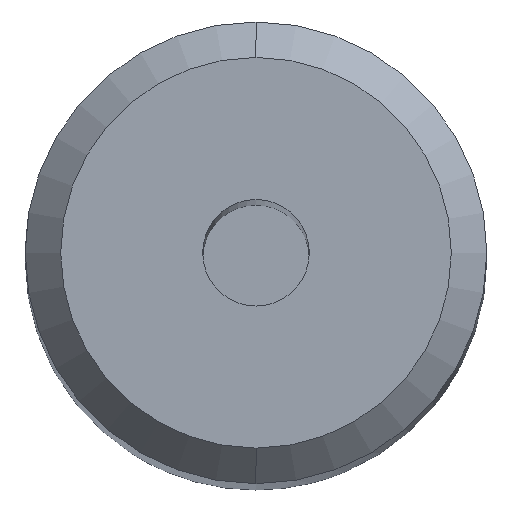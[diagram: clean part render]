
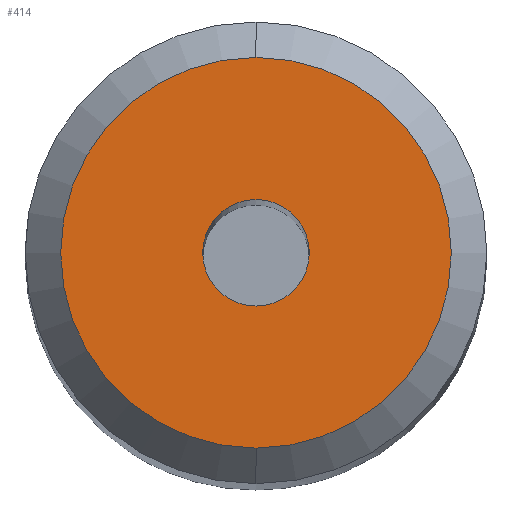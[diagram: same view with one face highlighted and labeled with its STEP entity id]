
A CAD part, top view. The second image highlights one B-rep face of the part: STEP entity #414.
In plain terms, the highlighted planar face has unit normal (0, 0, 1).
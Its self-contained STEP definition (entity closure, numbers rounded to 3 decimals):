
#250=VERTEX_POINT('NONE',#678);
#344=EDGE_CURVE('NONE',#540,#372,#778,.T.);
#354=EDGE_CURVE('NONE',#372,#540,#791,.T.);
#370=EDGE_CURVE('NONE',#250,#626,#810,.T.);
#372=VERTEX_POINT('NONE',#812);
#414=ADVANCED_FACE('NONE',(#855,#856),#857,.F.);
#540=VERTEX_POINT('NONE',#998);
#596=EDGE_CURVE('NONE',#626,#250,#1064,.T.);
#626=VERTEX_POINT('NONE',#1096);
#678=CARTESIAN_POINT('',(0.,-1.5,89.5));
#778=CIRCLE('',#1364,5.5);
#791=CIRCLE('',#1380,5.5);
#810=CIRCLE('',#1406,1.5);
#812=CARTESIAN_POINT('',(0.,5.5,89.5));
#855=FACE_OUTER_BOUND('',#1500,.T.);
#856=FACE_BOUND('',#1501,.T.);
#857=PLANE('',#1502);
#998=CARTESIAN_POINT('',(0.0,-5.5,89.5));
#1064=CIRCLE('',#1900,1.5);
#1096=CARTESIAN_POINT('',(0.0,1.5,89.5));
#1364=AXIS2_PLACEMENT_3D('',#2117,#2118,#2119);
#1380=AXIS2_PLACEMENT_3D('',#2138,#2139,#2140);
#1406=AXIS2_PLACEMENT_3D('',#2165,#2166,#2167);
#1500=EDGE_LOOP('',(#2186,#2187));
#1501=EDGE_LOOP('',(#2188,#2189));
#1502=AXIS2_PLACEMENT_3D('',#2190,#2191,#2192);
#1900=AXIS2_PLACEMENT_3D('',#2430,#2431,#2432);
#2117=CARTESIAN_POINT('',(0.0,0.0,89.5));
#2118=DIRECTION('',(-0.0,0.0,1.0));
#2119=DIRECTION('',(0.0,-1.0,0.0));
#2138=CARTESIAN_POINT('',(0.0,0.0,89.5));
#2139=DIRECTION('',(-0.0,0.0,1.0));
#2140=DIRECTION('',(0.0,-1.0,0.0));
#2165=CARTESIAN_POINT('',(0.0,0.0,89.5));
#2166=DIRECTION('',(0.0,-0.0,1.0));
#2167=DIRECTION('',(0.0,1.0,0.0));
#2186=ORIENTED_EDGE('',*,*,#344,.T.);
#2187=ORIENTED_EDGE('',*,*,#354,.T.);
#2188=ORIENTED_EDGE('',*,*,#596,.F.);
#2189=ORIENTED_EDGE('',*,*,#370,.F.);
#2190=CARTESIAN_POINT('',(-6.5,0.0,89.5));
#2191=DIRECTION('',(0.0,0.0,-1.0));
#2192=DIRECTION('',(-1.0,0.0,0.0));
#2430=CARTESIAN_POINT('',(0.0,0.0,89.5));
#2431=DIRECTION('',(0.0,-0.0,1.0));
#2432=DIRECTION('',(0.0,1.0,0.0));
